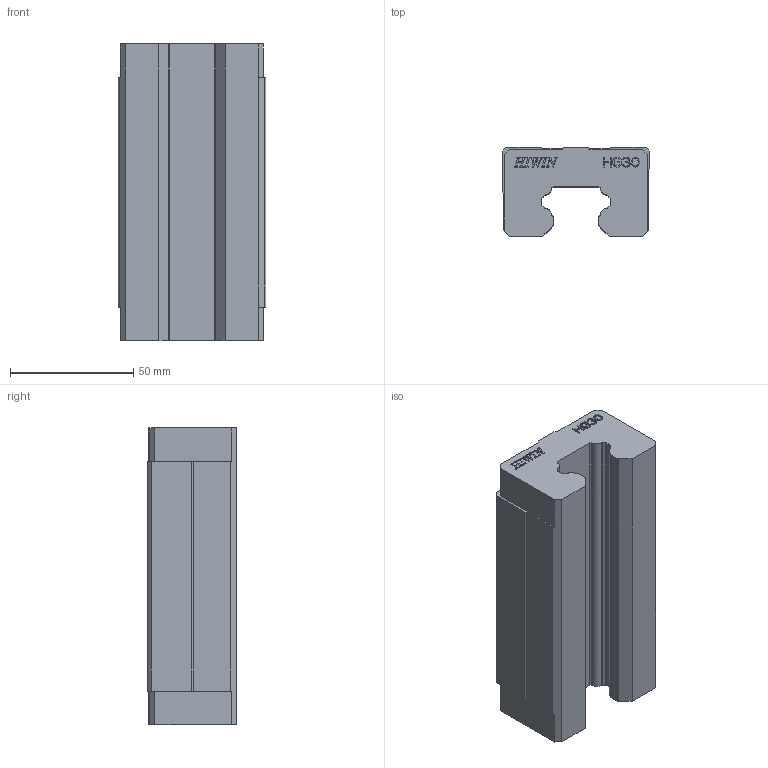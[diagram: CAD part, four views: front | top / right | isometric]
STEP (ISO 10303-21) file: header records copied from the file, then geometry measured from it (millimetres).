
FILE_DESCRIPTION (( 'STEP AP203' ), '1' );
FILE_NAME ('HGL30H.STEP', '2007-11-05T08:01:21', ( 'HIWIN GmbH' ), ( '77654 Offenburg' ), 'SwSTEP 2.0', 'SolidWorks 2006104', '' );
FILE_SCHEMA (( 'CONFIG_CONTROL_DESIGN' ));
Length unit declared in the file: millimetre
Products named in the file (4): HGH30H_ASM_ASM_Standard; HGH30_2_Standard; HGH30_ASM_2_ASM_ASM_Standard; HGL30H
Assembly tree (3 placements, depth 4):
  HGL30H
    HGH30H_ASM_ASM_Standard
      HGH30_ASM_2_ASM_ASM_Standard
        HGH30_2_Standard
Bounding box: 60 x 36 x 120.7 mm (x, y, z)
Volume: 196759.6 mm3; surface area: 32123.7 mm2
Topology: 1 solids, 1 shells, 390 faces, 1122 edges, 748 vertices
Faces by surface type: plane 302, bspline 60, cylinder 28
Entity records: 14124 total; most frequent: CARTESIAN_POINT 4402, ORIENTED_EDGE 2244, DIRECTION 1429, EDGE_CURVE 1122, VERTEX_POINT 748, LINE 713, VECTOR 713, EDGE_LOOP 404
